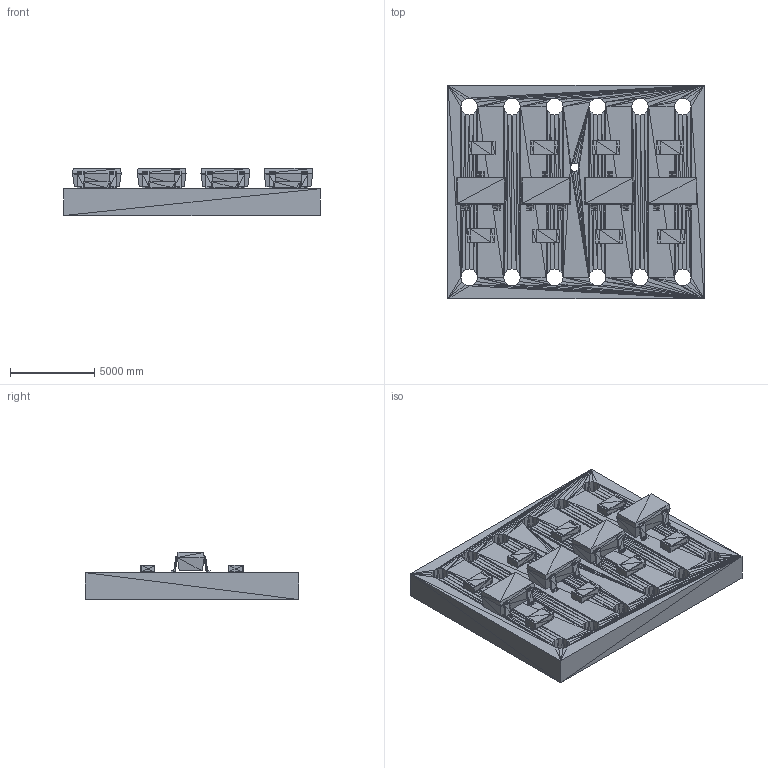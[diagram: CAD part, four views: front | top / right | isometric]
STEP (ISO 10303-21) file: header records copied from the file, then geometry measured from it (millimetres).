
FILE_DESCRIPTION(/* description */ (''),/* implementation_level */ '2;1');
FILE_NAME(/* name */ 'logic_level.step',/* time_stamp */ '2020-05-05T15:22:06+02:00',/* author */ (''),/* organization */ (''),/* preprocessor_version */ 'ST-DEVELOPER v18.1',/* originating_system */ 'Autodesk Translation Framework v9.2.0.1227',/* authorisation */ '');
FILE_SCHEMA (('AUTOMOTIVE_DESIGN { 1 0 10303 214 3 1 1 }'));
Products named in the file (4): Logic_Level_Bidirectional; SOT23-3; 0603-RES; #71924
Assembly tree (13 placements, depth 2):
  Logic_Level_Bidirectional
    SOT23-3  x4
    0603-RES  x8
    #71924
Bounding box: 15240 x 12700 x 2799.89 mm (x, y, z)
Volume: 313710068262.5 mm3; surface area: 653626107.1 mm2
Topology: 17 solids, 209 shells, 3432 faces, 5680 edges, 2448 vertices
Faces by surface type: plane 3432
Entity records: 71929 total; most frequent: DIRECTION 12578, CARTESIAN_POINT 11577, ORIENTED_EDGE 10336, LINE 5680, VECTOR 5680, EDGE_CURVE 5680, AXIS2_PLACEMENT_3D 3449, FACE_OUTER_BOUND 3432
